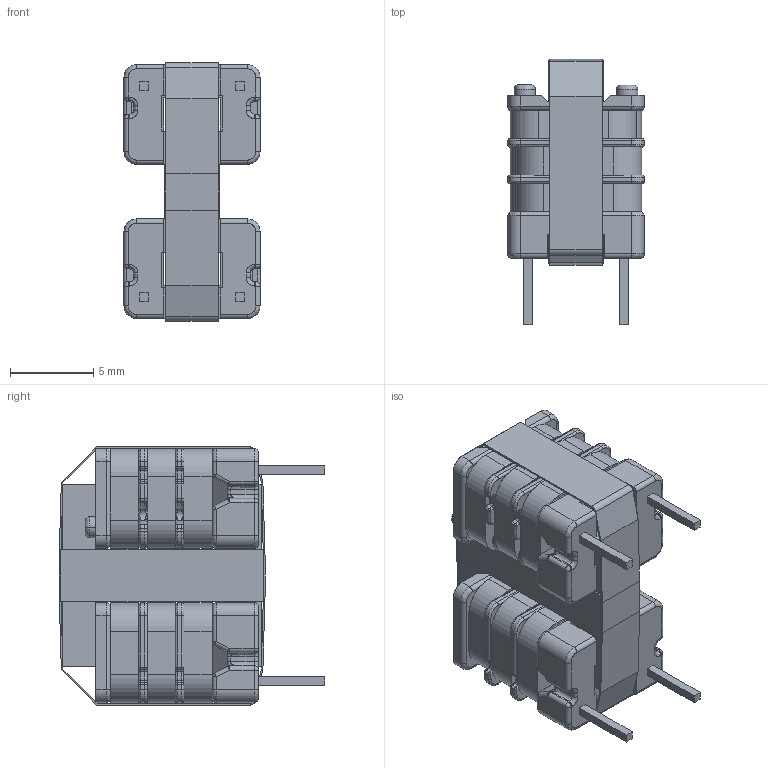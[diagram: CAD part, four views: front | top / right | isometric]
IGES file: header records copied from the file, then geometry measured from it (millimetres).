
Start section: SolidWorks IGES file using analytic representation for surfaces
Global section: file name: EE11-6-3-5627-2493.IGS; native system: SolidWorks 2012; preprocessor: SolidWorks 2012; author: miberger; date: 130620.140811; units: millimetre
Bounding box: 8.2 x 16 x 15.54 mm (x, y, z)
Surface area: 2915.4 mm2 (no closed solid volume)
Topology: 0 solids, 0 shells, 1058 faces, 6332 edges, 6284 vertices
Faces by surface type: bspline 570, revolution 488
